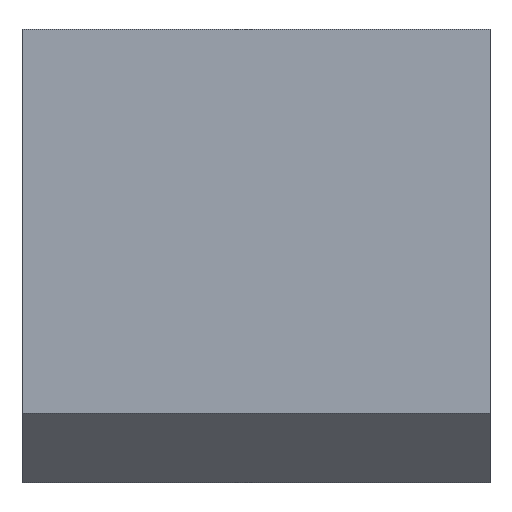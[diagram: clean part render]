
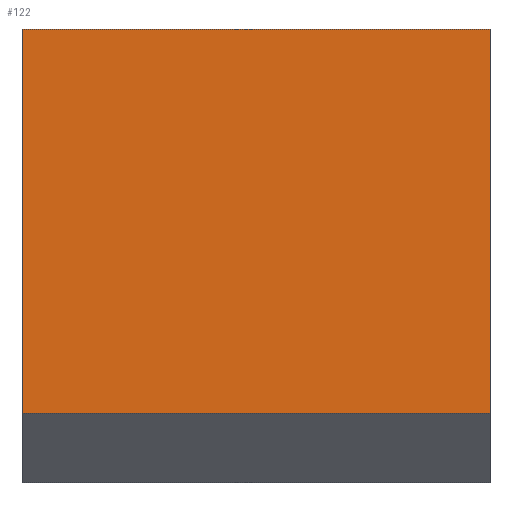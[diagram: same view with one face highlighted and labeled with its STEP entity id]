
A CAD part, top view. The second image highlights one B-rep face of the part: STEP entity #122.
In plain terms, the highlighted planar face has unit normal (0, 0, 1).
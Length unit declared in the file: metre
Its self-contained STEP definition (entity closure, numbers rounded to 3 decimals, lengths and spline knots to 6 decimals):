
#30=ORIENTED_EDGE('',*,*,#54,.F.);
#31=ORIENTED_EDGE('',*,*,#56,.T.);
#32=ORIENTED_EDGE('',*,*,#46,.T.);
#33=ORIENTED_EDGE('',*,*,#52,.T.);
#46=EDGE_CURVE('',#61,#62,#71,.T.);
#52=EDGE_CURVE('',#62,#65,#77,.T.);
#54=EDGE_CURVE('',#66,#65,#79,.T.);
#56=EDGE_CURVE('',#66,#61,#81,.T.);
#61=VERTEX_POINT('',#188);
#62=VERTEX_POINT('',#189);
#65=VERTEX_POINT('',#198);
#66=VERTEX_POINT('',#202);
#71=LINE('',#187,#86);
#77=LINE('',#199,#92);
#79=LINE('',#203,#94);
#81=LINE('',#206,#96);
#86=VECTOR('',#155,1.);
#92=VECTOR('',#163,1.);
#94=VECTOR('',#167,1.);
#96=VECTOR('',#171,1.);
#101=EDGE_LOOP('',(#30,#31,#32,#33));
#108=FACE_BOUND('',#101,.T.);
#115=PLANE('',#142);
#122=ADVANCED_FACE('',(#108),#115,.T.);
#142=AXIS2_PLACEMENT_3D('',#205,#169,#170);
#155=DIRECTION('',(0.,1.,0.));
#163=DIRECTION('',(-1.,0.,0.));
#167=DIRECTION('',(0.,1.,0.));
#169=DIRECTION('',(0.,0.,1.));
#170=DIRECTION('',(1.,0.,0.));
#171=DIRECTION('',(1.,0.,0.));
#187=CARTESIAN_POINT('',(0.002375,0.,0.0026));
#188=CARTESIAN_POINT('',(0.002375,-0.0016,0.0026));
#189=CARTESIAN_POINT('',(0.002375,0.0023,0.0026));
#198=CARTESIAN_POINT('',(-0.002375,0.0023,0.0026));
#199=CARTESIAN_POINT('',(0.,0.0023,0.0026));
#202=CARTESIAN_POINT('',(-0.002375,-0.0016,0.0026));
#203=CARTESIAN_POINT('',(-0.002375,0.,0.0026));
#205=CARTESIAN_POINT('',(0.,0.,0.0026));
#206=CARTESIAN_POINT('',(0.,-0.0016,0.0026));
